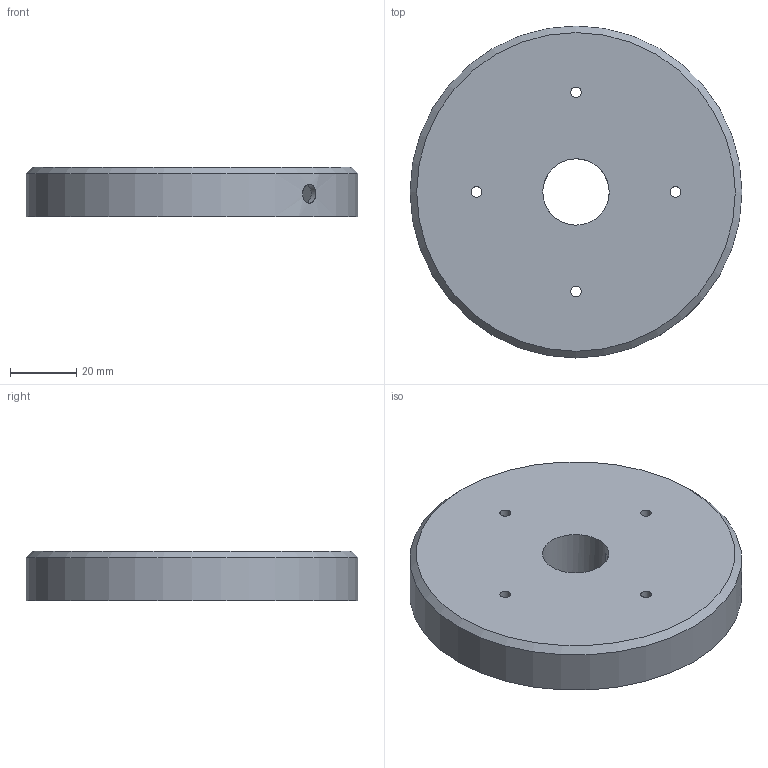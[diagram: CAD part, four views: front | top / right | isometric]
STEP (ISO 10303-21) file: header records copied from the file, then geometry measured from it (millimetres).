
FILE_DESCRIPTION(/* description */ (''),/* implementation_level */ '2;1');
FILE_NAME(/* name */ '底座.stp',/* time_stamp */ '2021-03-06T15:21:26+08:00',/* author */ (''),/* organization */ (''),/* preprocessor_version */ 'ST-DEVELOPER v16',/* originating_system */ 'SIEMENS PLM Software NX 10.0',/* authorisation */ '');
FILE_SCHEMA (('CONFIG_CONTROL_DESIGN'));
Length unit declared in the file: millimetre
Products named in the file (1): 底座
Bounding box: 100 x 100 x 15 mm (x, y, z)
Volume: 93625.6 mm3; surface area: 24203.2 mm2
Topology: 1 solids, 1 shells, 18 faces, 52 edges, 36 vertices
Faces by surface type: cylinder 9, plane 8, cone 1
Full cylindrical faces by diameter (mm): 3.2 x4, 5.7 x1, 20 x1, 100 x1
Entity records: 676 total; most frequent: CARTESIAN_POINT 144, DIRECTION 94, ORIENTED_EDGE 76, EDGE_LOOP 38, EDGE_CURVE 38, AXIS2_PLACEMENT_3D 38, FACE_BOUND 32, VERTEX_POINT 30
